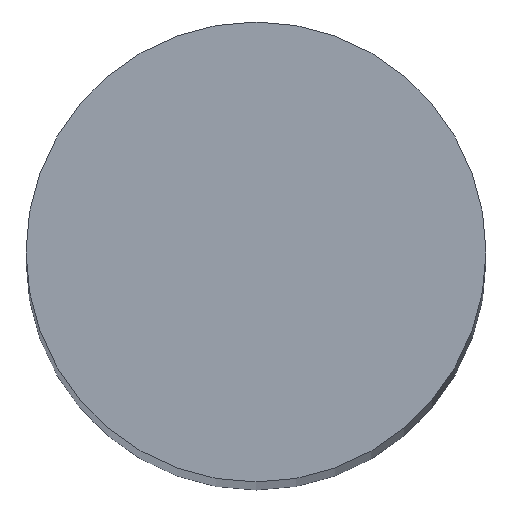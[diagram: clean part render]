
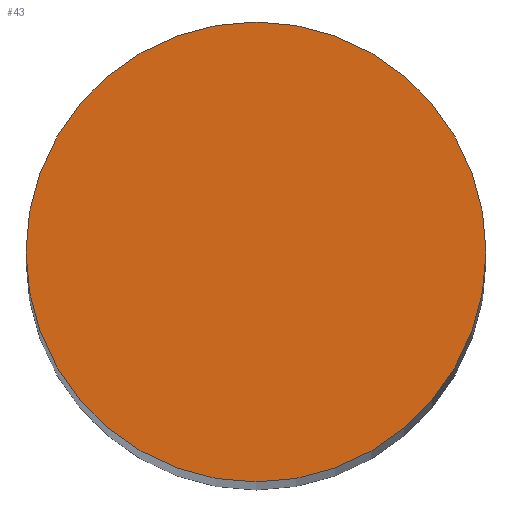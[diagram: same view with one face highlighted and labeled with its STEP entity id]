
A CAD part, top view. The second image highlights one B-rep face of the part: STEP entity #43.
In plain terms, the highlighted planar face has unit normal (0, 0, 1).
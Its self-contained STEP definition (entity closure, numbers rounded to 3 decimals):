
#43=ADVANCED_FACE('240[2]',(#100),#101,.T.);
#57=EDGE_CURVE('240[2]',#123,#123,#124,.T.);
#100=FACE_OUTER_BOUND('',#165,.T.);
#101=PLANE('',#166);
#123=VERTEX_POINT('',#259);
#124=CIRCLE('',#260,9.5);
#165=EDGE_LOOP('',(#366));
#166=AXIS2_PLACEMENT_3D('',#367,#368,#369);
#259=CARTESIAN_POINT('',(0.,9.5,190.0));
#260=AXIS2_PLACEMENT_3D('',#389,#390,#391);
#366=ORIENTED_EDGE('',*,*,#57,.F.);
#367=CARTESIAN_POINT('',(0.,4.75,190.0));
#368=DIRECTION('',(0.,0.,1.0));
#369=DIRECTION('',(1.0,0.,0.0));
#389=CARTESIAN_POINT('',(0.,0.,190.0));
#390=DIRECTION('',(0.,0.,-1.0));
#391=DIRECTION('',(0.,1.0,0.));
